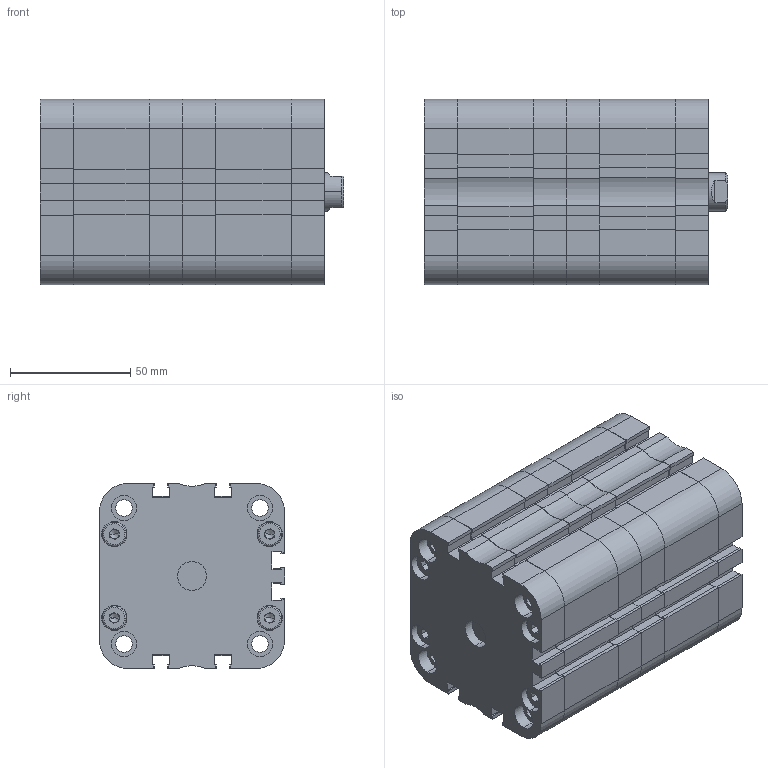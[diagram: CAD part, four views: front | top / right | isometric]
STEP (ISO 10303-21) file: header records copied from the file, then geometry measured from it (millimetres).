
FILE_DESCRIPTION (( 'STEP AP214' ), '1' );
FILE_NAME ('SM_021_063_0010_NP.STEP', '2019-11-22T12:24:02', ( '' ), ( '' ), 'SwSTEP 2.0', 'SolidWorks 2019', '' );
FILE_SCHEMA (( 'AUTOMOTIVE_DESIGN' ));
Length unit declared in the file: millimetre
Products named in the file (25): Kopia Pokrywa ty³^Pokrywa ty³ kpl_TANDEM 2_Smart - Pok tyˆ - D063; SM_021_063_0010_NP; Kopia SMART - U. typ Oring - pokrywa^Pokrywa ty³ kpl_TANDEM 2_U. typ Oring - D063; Kopia Pokrywa przód_Smart - Pok prz¢d - D063; Pokrywa przód kpl^TANDEM_Pokrywa prz¢d kpl - D063; socket head thin cap screw_din_DIN 7984 - M6 x 25 --- 22N; Kopia SMART - U. t³oka wklejana^T³ok kpl_TANDEM_U. tˆoka wklejana - D063; Tuleja^TANDEM_Tuleja - D063; Kopia SMART - U. t³oczyska^Pokrywa przód kpl_TANDEM_U. tˆoczyska - D063; Kopia Magnes^T³ok kpl_TANDEM_Magnes D063; Kopia SMART - U. typ Oring - pokrywa^Pokrywa przód kpl_TANDEM_U. typ Oring - D063; T³oczysko^TANDEM - 2_Tˆoczysko - D063; Kopia SMART - U. t³oka S^T³ok kpl_TANDEM_U. tˆoka S - D063; Kopia SMART - U. t硂ka lu焠a^T硂k kpl_TANDEM_U. t坥ka lu玭a - D063; Kopia Tuleja prowadz¹ca^Pokrywa przód kpl_TANDEM_Tuleja prowadz¥ca - D063; socket set screw flat point_iso_ISO 4026 - M8 x 40-N; T硂k kpl^TANDEM_T坥k kpl - D063; Kopia T硂k^T硂k kpl_TANDEM_T坥k - D063; socket head thin cap screw_din_DIN 7984 - M8 x 30 --- 26.25N; Pokrywa ty³ kpl^TANDEM 2_Pok tyˆ - D063; T³oczysko^TANDEM_Tˆoczysko - D063; Kopia Pierœcieñ prowadz¹cy^T³ok kpl_TANDEM_Pier˜cieä prowadz¥cy D063
Assembly tree (54 placements, depth 3):
  SM_021_063_0010_NP
    Pokrywa przód kpl^TANDEM_Pokrywa prz¢d kpl - D063
      Kopia Pokrywa przód_Smart - Pok prz¢d - D063
      Kopia SMART - U. typ Oring - pokrywa^Pokrywa przód kpl_TANDEM_U. typ Oring - D063
      Kopia Tuleja prowadz¹ca^Pokrywa przód kpl_TANDEM_Tuleja prowadz¥ca - D063
      Kopia SMART - U. t³oczyska^Pokrywa przód kpl_TANDEM_U. tˆoczyska - D063
    Tuleja^TANDEM_Tuleja - D063  x2
    T硂k kpl^TANDEM_T坥k kpl - D063
      Kopia T硂k^T硂k kpl_TANDEM_T坥k - D063
      Kopia Magnes^T³ok kpl_TANDEM_Magnes D063
      Kopia Pierœcieñ prowadz¹cy^T³ok kpl_TANDEM_Pier˜cieä prowadz¥cy D063
      Kopia SMART - U. t硂ka lu焠a^T硂k kpl_TANDEM_U. t坥ka lu玭a - D063
      Kopia SMART - U. t³oka wklejana^T³ok kpl_TANDEM_U. tˆoka wklejana - D063
      Kopia SMART - U. t³oka S^T³ok kpl_TANDEM_U. tˆoka S - D063
    T³oczysko^TANDEM_Tˆoczysko - D063
    socket head thin cap screw_din_DIN 7984 - M6 x 25 --- 22N  x16
    socket head thin cap screw_din_DIN 7984 - M8 x 30 --- 26.25N
    Pokrywa przód kpl^TANDEM_Pokrywa prz¢d kpl - D063
      Kopia Pokrywa przód_Smart - Pok prz¢d - D063
      Kopia SMART - U. typ Oring - pokrywa^Pokrywa przód kpl_TANDEM_U. typ Oring - D063
      Kopia Tuleja prowadz¹ca^Pokrywa przód kpl_TANDEM_Tuleja prowadz¥ca - D063
      Kopia SMART - U. t³oczyska^Pokrywa przód kpl_TANDEM_U. tˆoczyska - D063
    Pokrywa przód kpl^TANDEM_Pokrywa prz¢d kpl - D063
      Kopia Pokrywa przód_Smart - Pok prz¢d - D063
      Kopia SMART - U. typ Oring - pokrywa^Pokrywa przód kpl_TANDEM_U. typ Oring - D063
      Kopia Tuleja prowadz¹ca^Pokrywa przód kpl_TANDEM_Tuleja prowadz¥ca - D063
      Kopia SMART - U. t³oczyska^Pokrywa przód kpl_TANDEM_U. tˆoczyska - D063
    T硂k kpl^TANDEM_T坥k kpl - D063
      Kopia T硂k^T硂k kpl_TANDEM_T坥k - D063
      Kopia Magnes^T³ok kpl_TANDEM_Magnes D063
      Kopia Pierœcieñ prowadz¹cy^T³ok kpl_TANDEM_Pier˜cieä prowadz¥cy D063
      Kopia SMART - U. t硂ka lu焠a^T硂k kpl_TANDEM_U. t坥ka lu玭a - D063
      Kopia SMART - U. t³oka wklejana^T³ok kpl_TANDEM_U. tˆoka wklejana - D063
      Kopia SMART - U. t³oka S^T³ok kpl_TANDEM_U. tˆoka S - D063
    socket set screw flat point_iso_ISO 4026 - M8 x 40-N
    Pokrywa ty³ kpl^TANDEM 2_Pok tyˆ - D063
      Kopia Pokrywa ty³^Pokrywa ty³ kpl_TANDEM 2_Smart - Pok tyˆ - D063
      Kopia SMART - U. typ Oring - pokrywa^Pokrywa ty³ kpl_TANDEM 2_U. typ Oring - D063
    T³oczysko^TANDEM - 2_Tˆoczysko - D063
Bounding box: 126 x 77 x 77 mm (x, y, z)
Volume: 455048.8 mm3; surface area: 258583.9 mm2
Topology: 50 solids, 50 shells, 2180 faces, 5430 edges, 3494 vertices
Faces by surface type: plane 1083, cylinder 624, bspline 244, cone 161, torus 68
Entity records: 35551 total; most frequent: CARTESIAN_POINT 11894, ORIENTED_EDGE 4698, DIRECTION 4482, EDGE_CURVE 2349, VERTEX_POINT 1541, AXIS2_PLACEMENT_3D 1537, VECTOR 1408, LINE 1408
